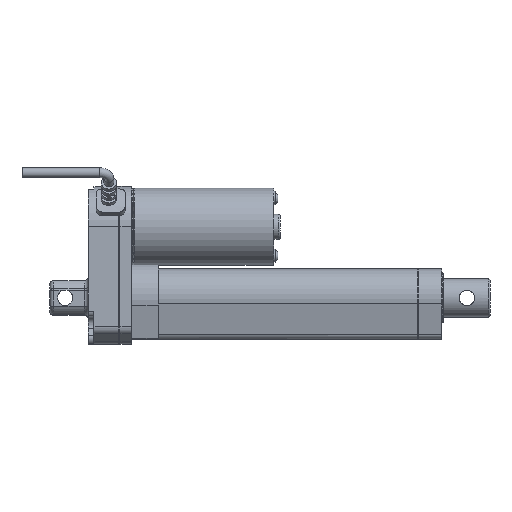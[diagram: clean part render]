
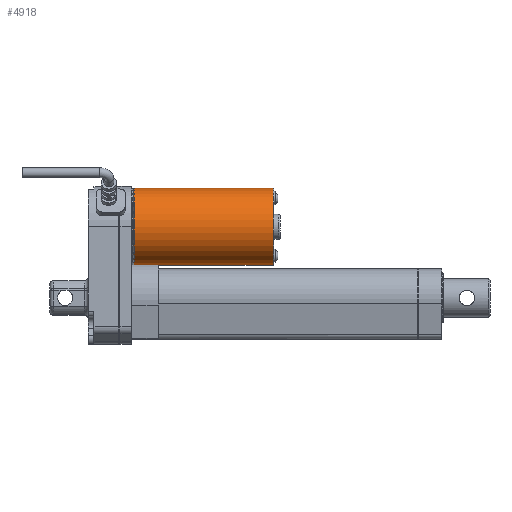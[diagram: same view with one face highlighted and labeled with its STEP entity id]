
A CAD part, top view. The second image highlights one B-rep face of the part: STEP entity #4918.
In plain terms, the highlighted cylindrical face has radius 20 mm (diameter 40 mm), a full revolution.
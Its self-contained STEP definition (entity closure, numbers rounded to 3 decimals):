
#214=CYLINDRICAL_SURFACE('',#5466,20.);
#456=CIRCLE('',#5465,20.);
#457=CIRCLE('',#5467,20.);
#1629=ORIENTED_EDGE('',*,*,#2439,.T.);
#1630=ORIENTED_EDGE('',*,*,#2438,.T.);
#2438=EDGE_CURVE('',#2941,#2941,#456,.T.);
#2439=EDGE_CURVE('',#2942,#2942,#457,.F.);
#2941=VERTEX_POINT('',#8514);
#2942=VERTEX_POINT('',#8517);
#4055=EDGE_LOOP('',(#1629));
#4056=EDGE_LOOP('',(#1630));
#4438=FACE_BOUND('',#4055,.T.);
#4439=FACE_BOUND('',#4056,.T.);
#4918=ADVANCED_FACE('',(#4438,#4439),#214,.T.);
#5465=AXIS2_PLACEMENT_3D('',#8513,#6783,#6784);
#5466=AXIS2_PLACEMENT_3D('',#8515,#6785,#6786);
#5467=AXIS2_PLACEMENT_3D('',#8516,#6787,#6788);
#6783=DIRECTION('',(0.,0.,1.));
#6784=DIRECTION('',(1.,0.,0.));
#6785=DIRECTION('',(0.,0.,1.));
#6786=DIRECTION('',(1.,0.,0.));
#6787=DIRECTION('',(0.,0.,1.));
#6788=DIRECTION('',(1.,0.,0.));
#8513=CARTESIAN_POINT('',(0.,37.,-96.2));
#8514=CARTESIAN_POINT('',(20.,37.,-96.2));
#8515=CARTESIAN_POINT('',(0.,37.,-96.5));
#8516=CARTESIAN_POINT('',(0.,37.,-24.));
#8517=CARTESIAN_POINT('',(20.,37.,-24.));
